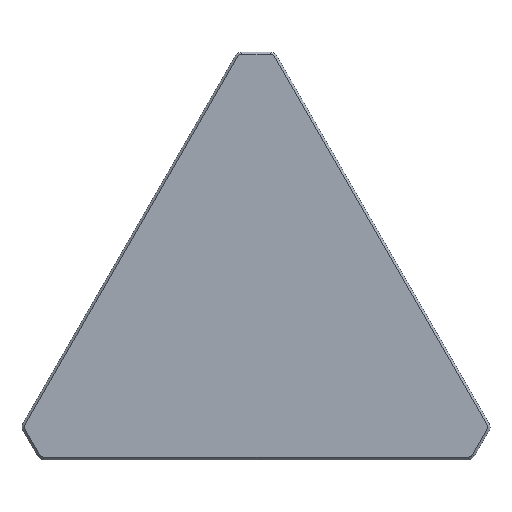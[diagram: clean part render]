
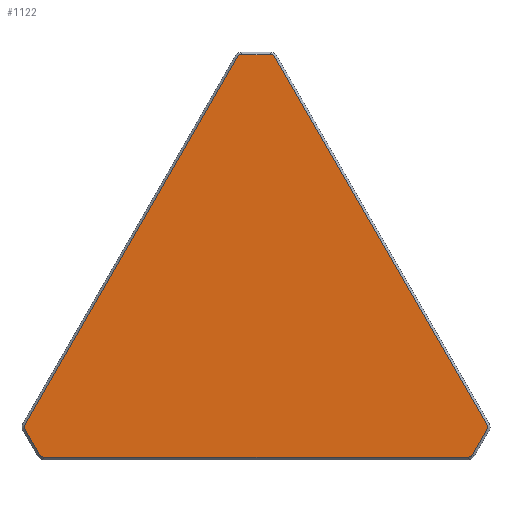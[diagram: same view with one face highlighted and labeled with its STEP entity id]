
A CAD part, top view. The second image highlights one B-rep face of the part: STEP entity #1122.
In plain terms, the highlighted planar face has unit normal (0, 0, 1).
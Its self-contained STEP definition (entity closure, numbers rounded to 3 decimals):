
#33=CIRCLE('',#1180,2.2);
#35=CIRCLE('',#1184,2.2);
#37=CIRCLE('',#1188,2.2);
#39=CIRCLE('',#1192,2.2);
#41=CIRCLE('',#1196,2.2);
#43=CIRCLE('',#1200,2.2);
#86=FACE_OUTER_BOUND('',#151,.T.);
#151=EDGE_LOOP('',(#805,#806,#807,#808,#809,#810,#811,#812,#813,#814,#815,
#816));
#206=LINE('',#1605,#338);
#210=LINE('',#1617,#342);
#214=LINE('',#1629,#346);
#218=LINE('',#1641,#350);
#222=LINE('',#1653,#354);
#226=LINE('',#1665,#358);
#338=VECTOR('',#1279,10.);
#342=VECTOR('',#1291,10.);
#346=VECTOR('',#1303,10.);
#350=VECTOR('',#1315,10.);
#354=VECTOR('',#1327,10.);
#358=VECTOR('',#1339,10.);
#467=VERTEX_POINT('',#1598);
#470=VERTEX_POINT('',#1603);
#471=VERTEX_POINT('',#1607);
#473=VERTEX_POINT('',#1613);
#475=VERTEX_POINT('',#1619);
#477=VERTEX_POINT('',#1625);
#479=VERTEX_POINT('',#1631);
#481=VERTEX_POINT('',#1637);
#483=VERTEX_POINT('',#1643);
#485=VERTEX_POINT('',#1649);
#487=VERTEX_POINT('',#1655);
#489=VERTEX_POINT('',#1661);
#574=EDGE_CURVE('',#470,#467,#206,.T.);
#577=EDGE_CURVE('',#467,#471,#33,.T.);
#580=EDGE_CURVE('',#471,#473,#210,.T.);
#583=EDGE_CURVE('',#473,#475,#35,.T.);
#586=EDGE_CURVE('',#475,#477,#214,.T.);
#589=EDGE_CURVE('',#477,#479,#37,.T.);
#592=EDGE_CURVE('',#479,#481,#218,.T.);
#595=EDGE_CURVE('',#481,#483,#39,.T.);
#598=EDGE_CURVE('',#483,#485,#222,.T.);
#601=EDGE_CURVE('',#485,#487,#41,.T.);
#604=EDGE_CURVE('',#487,#489,#226,.T.);
#606=EDGE_CURVE('',#489,#470,#43,.T.);
#805=ORIENTED_EDGE('',*,*,#574,.F.);
#806=ORIENTED_EDGE('',*,*,#606,.F.);
#807=ORIENTED_EDGE('',*,*,#604,.F.);
#808=ORIENTED_EDGE('',*,*,#601,.F.);
#809=ORIENTED_EDGE('',*,*,#598,.F.);
#810=ORIENTED_EDGE('',*,*,#595,.F.);
#811=ORIENTED_EDGE('',*,*,#592,.F.);
#812=ORIENTED_EDGE('',*,*,#589,.F.);
#813=ORIENTED_EDGE('',*,*,#586,.F.);
#814=ORIENTED_EDGE('',*,*,#583,.F.);
#815=ORIENTED_EDGE('',*,*,#580,.F.);
#816=ORIENTED_EDGE('',*,*,#577,.F.);
#1066=PLANE('',#1210);
#1122=ADVANCED_FACE('',(#86),#1066,.T.);
#1180=AXIS2_PLACEMENT_3D('',#1611,#1285,#1286);
#1184=AXIS2_PLACEMENT_3D('',#1623,#1297,#1298);
#1188=AXIS2_PLACEMENT_3D('',#1635,#1309,#1310);
#1192=AXIS2_PLACEMENT_3D('',#1647,#1321,#1322);
#1196=AXIS2_PLACEMENT_3D('',#1659,#1333,#1334);
#1200=AXIS2_PLACEMENT_3D('',#1668,#1344,#1345);
#1210=AXIS2_PLACEMENT_3D('',#1695,#1374,#1375);
#1279=DIRECTION('',(-1.,0.,0.));
#1285=DIRECTION('center_axis',(0.,0.,-1.));
#1286=DIRECTION('ref_axis',(-0.866,-0.5,0.));
#1291=DIRECTION('',(-0.5,0.866,0.));
#1297=DIRECTION('center_axis',(0.,0.,-1.));
#1298=DIRECTION('ref_axis',(-0.866,0.5,0.));
#1303=DIRECTION('',(0.5,0.866,0.));
#1309=DIRECTION('center_axis',(0.,0.,-1.));
#1310=DIRECTION('ref_axis',(0.,1.,0.));
#1315=DIRECTION('',(1.,0.,0.));
#1321=DIRECTION('center_axis',(0.,0.,-1.));
#1322=DIRECTION('ref_axis',(0.866,0.5,0.));
#1327=DIRECTION('',(0.5,-0.866,0.));
#1333=DIRECTION('center_axis',(0.,0.,-1.));
#1334=DIRECTION('ref_axis',(0.866,-0.5,0.));
#1339=DIRECTION('',(-0.5,-0.866,0.));
#1344=DIRECTION('center_axis',(0.,0.,-1.));
#1345=DIRECTION('ref_axis',(0.,-1.,0.));
#1374=DIRECTION('center_axis',(0.,0.,1.));
#1375=DIRECTION('ref_axis',(1.,0.,0.));
#1598=CARTESIAN_POINT('',(-176.798,-3.7,2.));
#1603=CARTESIAN_POINT('',(5.026,-3.7,2.));
#1605=CARTESIAN_POINT('',(-40.43,-3.7,2.));
#1607=CARTESIAN_POINT('',(-178.703,-2.6,2.));
#1611=CARTESIAN_POINT('Origin',(-176.798,-1.5,2.));
#1613=CARTESIAN_POINT('',(-184.92,8.168,2.));
#1617=CARTESIAN_POINT('',(-180.258,0.092,2.));
#1619=CARTESIAN_POINT('',(-184.92,10.368,2.));
#1623=CARTESIAN_POINT('Origin',(-183.015,9.268,2.));
#1625=CARTESIAN_POINT('',(-94.008,167.832,2.));
#1629=CARTESIAN_POINT('',(-162.192,49.734,2.));
#1631=CARTESIAN_POINT('',(-92.103,168.932,2.));
#1635=CARTESIAN_POINT('Origin',(-92.103,166.732,2.));
#1637=CARTESIAN_POINT('',(-79.669,168.932,2.));
#1641=CARTESIAN_POINT('',(-88.994,168.932,2.));
#1643=CARTESIAN_POINT('',(-77.764,167.832,2.));
#1647=CARTESIAN_POINT('Origin',(-79.669,166.732,2.));
#1649=CARTESIAN_POINT('',(13.148,10.368,2.));
#1653=CARTESIAN_POINT('',(-55.036,128.466,2.));
#1655=CARTESIAN_POINT('',(13.148,8.168,2.));
#1659=CARTESIAN_POINT('Origin',(11.243,9.268,2.));
#1661=CARTESIAN_POINT('',(6.931,-2.6,2.));
#1665=CARTESIAN_POINT('',(11.594,5.476,2.));
#1668=CARTESIAN_POINT('Origin',(5.026,-1.5,2.));
#1695=CARTESIAN_POINT('Origin',(-85.886,58.167,2.));
